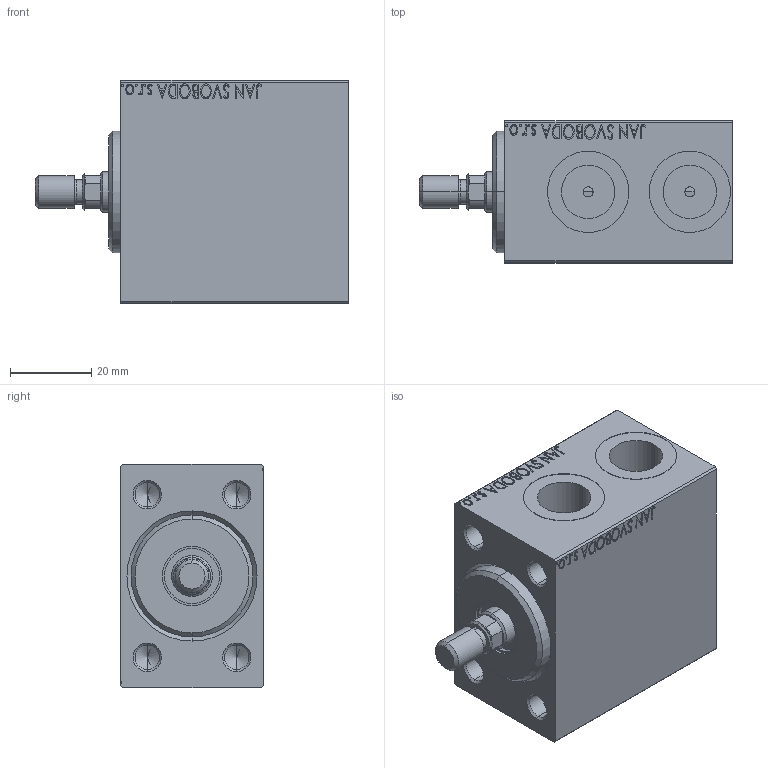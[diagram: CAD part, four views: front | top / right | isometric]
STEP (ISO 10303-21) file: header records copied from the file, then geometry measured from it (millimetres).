
FILE_DESCRIPTION (( 'STEP AP203' ), '1' );
FILE_NAME ('5c5d.STEP', '2021-03-19T15:43:57', ( '' ), ( '' ), 'SwSTEP 2.0', 'SolidWorks 2019', '' );
FILE_SCHEMA (( 'CONFIG_CONTROL_DESIGN' ));
Length unit declared in the file: millimetre
Products named in the file (5): V450CM_VC_B 5521c1b0c8c9c152d48781e6f37aa3d0; V450CM_MALE_METRIC 5521c1b0c8c9c152d48781e6f37aa3d0; V450CM_B_VCP 5521c1b0c8c9c152d48781e6f37aa3d0; 5c5d; V450CM_B 5521c1b0c8c9c152d48781e6f37aa3d0
Assembly tree (4 placements, depth 2):
  5c5d
    V450CM_B 5521c1b0c8c9c152d48781e6f37aa3d0
    V450CM_B_VCP 5521c1b0c8c9c152d48781e6f37aa3d0
    V450CM_VC_B 5521c1b0c8c9c152d48781e6f37aa3d0
    V450CM_MALE_METRIC 5521c1b0c8c9c152d48781e6f37aa3d0
Bounding box: 77 x 35 x 55 mm (x, y, z)
Volume: 99452.6 mm3; surface area: 27580.7 mm2
Topology: 4 solids, 4 shells, 912 faces, 2326 edges, 1521 vertices
Faces by surface type: plane 410, bspline 380, cylinder 70, cone 50, torus 2
Entity records: 45411 total; most frequent: CARTESIAN_POINT 25394, ORIENTED_EDGE 4616, DIRECTION 2780, EDGE_CURVE 2308, VERTEX_POINT 1521, LINE 1354, VECTOR 1354, EDGE_LOOP 1039
